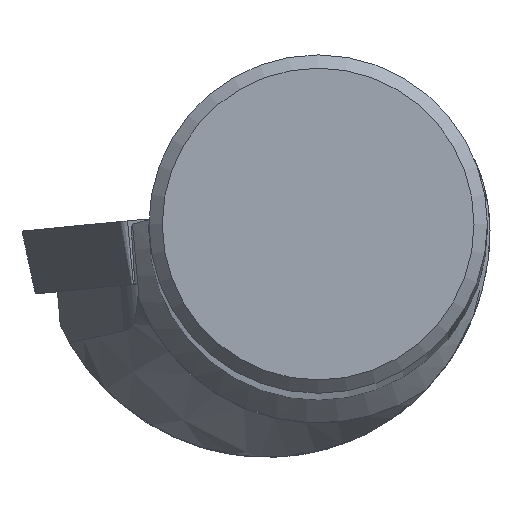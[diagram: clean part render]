
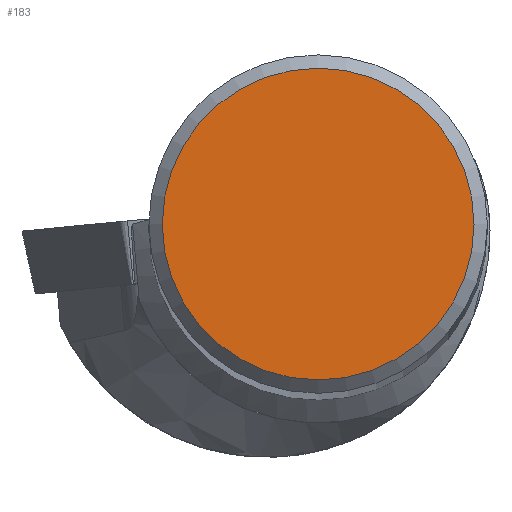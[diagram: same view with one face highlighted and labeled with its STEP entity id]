
A CAD part, top view. The second image highlights one B-rep face of the part: STEP entity #183.
In plain terms, the highlighted planar face has unit normal (0, 0, 1).
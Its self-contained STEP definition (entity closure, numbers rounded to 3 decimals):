
#144=FACE_OUTER_BOUND('',#361,.T.);
#183=ADVANCED_FACE('',(#144),#210,.T.);
#210=PLANE('',#927);
#361=EDGE_LOOP('',(#516));
#516=ORIENTED_EDGE('',*,*,#734,.T.);
#645=VERTEX_POINT('',#1536);
#734=EDGE_CURVE('',#645,#645,#777,.T.);
#777=CIRCLE('',#926,5.843);
#926=AXIS2_PLACEMENT_3D('',#1535,#1108,#1109);
#927=AXIS2_PLACEMENT_3D('',#1537,#1110,#1111);
#1108=DIRECTION('',(0.,0.,1.));
#1109=DIRECTION('',(1.,0.,0.));
#1110=DIRECTION('',(0.,0.,1.));
#1111=DIRECTION('',(1.,0.,0.));
#1535=CARTESIAN_POINT('',(0.,0.,0.));
#1536=CARTESIAN_POINT('',(5.843,0.,0.));
#1537=CARTESIAN_POINT('',(0.,0.,
0.));
